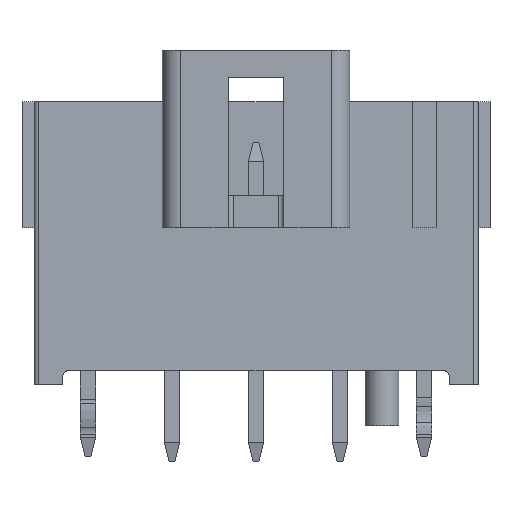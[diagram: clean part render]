
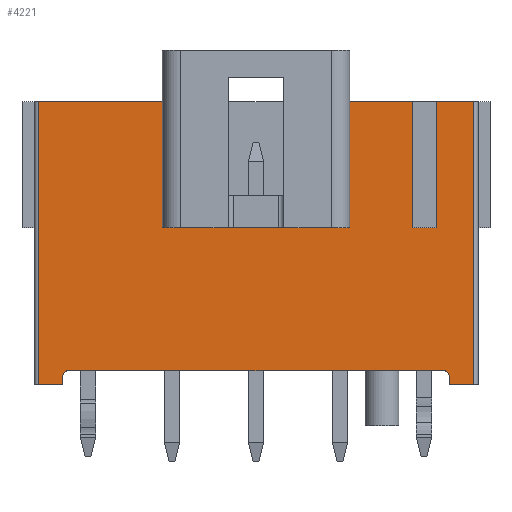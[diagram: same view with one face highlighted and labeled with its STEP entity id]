
A CAD part, left-side view. The second image highlights one B-rep face of the part: STEP entity #4221.
In plain terms, the highlighted planar face has unit normal (-1, 0, 0).
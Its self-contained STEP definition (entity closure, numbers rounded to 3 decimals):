
#195 = VERTEX_POINT('',#196);
#196 = CARTESIAN_POINT('',(-2.425,-7.4,0.1));
#220 = VERTEX_POINT('',#221);
#221 = CARTESIAN_POINT('',(-2.425,-6.4,0.1));
#227 = EDGE_CURVE('',#220,#195,#228,.T.);
#228 = LINE('',#229,#230);
#229 = CARTESIAN_POINT('',(-2.425,-6.4,0.1));
#230 = VECTOR('',#231,1.);
#231 = DIRECTION('',(0.,-1.,0.));
#282 = VERTEX_POINT('',#283);
#283 = CARTESIAN_POINT('',(-2.425,10.7,0.1));
#292 = EDGE_CURVE('',#282,#293,#295,.T.);
#293 = VERTEX_POINT('',#294);
#294 = CARTESIAN_POINT('',(-2.425,9.7,0.1));
#295 = LINE('',#296,#297);
#296 = CARTESIAN_POINT('',(-2.425,10.7,0.1));
#297 = VECTOR('',#298,1.);
#298 = DIRECTION('',(0.,-1.,0.));
#364 = VERTEX_POINT('',#365);
#365 = CARTESIAN_POINT('',(-2.425,-6.4,0.45));
#371 = EDGE_CURVE('',#220,#364,#372,.T.);
#372 = LINE('',#373,#374);
#373 = CARTESIAN_POINT('',(-2.425,-6.4,0.1));
#374 = VECTOR('',#375,1.);
#375 = DIRECTION('',(0.,0.,1.));
#409 = VERTEX_POINT('',#410);
#410 = CARTESIAN_POINT('',(-2.425,-6.15,0.7));
#416 = EDGE_CURVE('',#364,#409,#417,.T.);
#417 = CIRCLE('',#418,0.25);
#418 = AXIS2_PLACEMENT_3D('',#419,#420,#421);
#419 = CARTESIAN_POINT('',(-2.425,-6.15,0.45));
#420 = DIRECTION('',(-1.,0.,0.));
#421 = DIRECTION('',(0.,-1.,0.));
#779 = VERTEX_POINT('',#780);
#780 = CARTESIAN_POINT('',(-2.425,9.45,0.7));
#786 = EDGE_CURVE('',#409,#779,#787,.T.);
#787 = LINE('',#788,#789);
#788 = CARTESIAN_POINT('',(-2.425,-6.15,0.7));
#789 = VECTOR('',#790,1.);
#790 = DIRECTION('',(0.,1.,0.));
#1836 = VERTEX_POINT('',#1837);
#1837 = CARTESIAN_POINT('',(-2.425,9.7,0.45));
#1843 = EDGE_CURVE('',#779,#1836,#1844,.T.);
#1844 = CIRCLE('',#1845,0.25);
#1845 = AXIS2_PLACEMENT_3D('',#1846,#1847,#1848);
#1846 = CARTESIAN_POINT('',(-2.425,9.45,0.45));
#1847 = DIRECTION('',(-1.,0.,0.));
#1848 = DIRECTION('',(0.,0.,1.));
#2019 = VERTEX_POINT('',#2020);
#2020 = CARTESIAN_POINT('',(-2.425,-7.4,11.9));
#2027 = EDGE_CURVE('',#2019,#2028,#2030,.T.);
#2028 = VERTEX_POINT('',#2029);
#2029 = CARTESIAN_POINT('',(-2.425,-5.85,11.9));
#2030 = LINE('',#2031,#2032);
#2031 = CARTESIAN_POINT('',(-2.425,-7.4,11.9));
#2032 = VECTOR('',#2033,1.);
#2033 = DIRECTION('',(0.,1.,0.));
#2052 = VERTEX_POINT('',#2053);
#2053 = CARTESIAN_POINT('',(-2.425,-4.85,11.9));
#2059 = EDGE_CURVE('',#2052,#2060,#2062,.T.);
#2060 = VERTEX_POINT('',#2061);
#2061 = CARTESIAN_POINT('',(-2.425,-2.25,11.9));
#2062 = LINE('',#2063,#2064);
#2063 = CARTESIAN_POINT('',(-2.425,-4.85,11.9));
#2064 = VECTOR('',#2065,1.);
#2065 = DIRECTION('',(0.,1.,0.));
#2212 = VERTEX_POINT('',#2213);
#2213 = CARTESIAN_POINT('',(-2.425,5.55,11.9));
#2219 = EDGE_CURVE('',#2212,#2220,#2222,.T.);
#2220 = VERTEX_POINT('',#2221);
#2221 = CARTESIAN_POINT('',(-2.425,10.7,11.9));
#2222 = LINE('',#2223,#2224);
#2223 = CARTESIAN_POINT('',(-2.425,5.55,11.9));
#2224 = VECTOR('',#2225,1.);
#2225 = DIRECTION('',(0.,1.,0.));
#4208 = EDGE_CURVE('',#195,#2019,#4209,.T.);
#4209 = LINE('',#4210,#4211);
#4210 = CARTESIAN_POINT('',(-2.425,-7.4,0.1));
#4211 = VECTOR('',#4212,1.);
#4212 = DIRECTION('',(0.,0.,1.));
#4221 = ADVANCED_FACE('',(#4222),#4290,.T.);
#4222 = FACE_BOUND('',#4223,.F.);
#4223 = EDGE_LOOP('',(#4224,#4225,#4226,#4227,#4228,#4229,#4230,#4236,
    #4237,#4243,#4244,#4252,#4260,#4266,#4267,#4275,#4283,#4289));
#4224 = ORIENTED_EDGE('',*,*,#4208,.F.);
#4225 = ORIENTED_EDGE('',*,*,#227,.F.);
#4226 = ORIENTED_EDGE('',*,*,#371,.T.);
#4227 = ORIENTED_EDGE('',*,*,#416,.T.);
#4228 = ORIENTED_EDGE('',*,*,#786,.T.);
#4229 = ORIENTED_EDGE('',*,*,#1843,.T.);
#4230 = ORIENTED_EDGE('',*,*,#4231,.F.);
#4231 = EDGE_CURVE('',#293,#1836,#4232,.T.);
#4232 = LINE('',#4233,#4234);
#4233 = CARTESIAN_POINT('',(-2.425,9.7,0.1));
#4234 = VECTOR('',#4235,1.);
#4235 = DIRECTION('',(0.,0.,1.));
#4236 = ORIENTED_EDGE('',*,*,#292,.F.);
#4237 = ORIENTED_EDGE('',*,*,#4238,.F.);
#4238 = EDGE_CURVE('',#2220,#282,#4239,.T.);
#4239 = LINE('',#4240,#4241);
#4240 = CARTESIAN_POINT('',(-2.425,10.7,11.9));
#4241 = VECTOR('',#4242,1.);
#4242 = DIRECTION('',(0.,0.,-1.));
#4243 = ORIENTED_EDGE('',*,*,#2219,.F.);
#4244 = ORIENTED_EDGE('',*,*,#4245,.T.);
#4245 = EDGE_CURVE('',#2212,#4246,#4248,.T.);
#4246 = VERTEX_POINT('',#4247);
#4247 = CARTESIAN_POINT('',(-2.425,5.55,6.65));
#4248 = LINE('',#4249,#4250);
#4249 = CARTESIAN_POINT('',(-2.425,5.55,11.9));
#4250 = VECTOR('',#4251,1.);
#4251 = DIRECTION('',(0.,0.,-1.));
#4252 = ORIENTED_EDGE('',*,*,#4253,.F.);
#4253 = EDGE_CURVE('',#4254,#4246,#4256,.T.);
#4254 = VERTEX_POINT('',#4255);
#4255 = CARTESIAN_POINT('',(-2.425,-2.25,6.65));
#4256 = LINE('',#4257,#4258);
#4257 = CARTESIAN_POINT('',(-2.425,-2.25,6.65));
#4258 = VECTOR('',#4259,1.);
#4259 = DIRECTION('',(0.,1.,0.));
#4260 = ORIENTED_EDGE('',*,*,#4261,.F.);
#4261 = EDGE_CURVE('',#2060,#4254,#4262,.T.);
#4262 = LINE('',#4263,#4264);
#4263 = CARTESIAN_POINT('',(-2.425,-2.25,11.9));
#4264 = VECTOR('',#4265,1.);
#4265 = DIRECTION('',(0.,0.,-1.));
#4266 = ORIENTED_EDGE('',*,*,#2059,.F.);
#4267 = ORIENTED_EDGE('',*,*,#4268,.T.);
#4268 = EDGE_CURVE('',#2052,#4269,#4271,.T.);
#4269 = VERTEX_POINT('',#4270);
#4270 = CARTESIAN_POINT('',(-2.425,-4.85,6.65));
#4271 = LINE('',#4272,#4273);
#4272 = CARTESIAN_POINT('',(-2.425,-4.85,11.9));
#4273 = VECTOR('',#4274,1.);
#4274 = DIRECTION('',(0.,0.,-1.));
#4275 = ORIENTED_EDGE('',*,*,#4276,.T.);
#4276 = EDGE_CURVE('',#4269,#4277,#4279,.T.);
#4277 = VERTEX_POINT('',#4278);
#4278 = CARTESIAN_POINT('',(-2.425,-5.85,6.65));
#4279 = LINE('',#4280,#4281);
#4280 = CARTESIAN_POINT('',(-2.425,-4.85,6.65));
#4281 = VECTOR('',#4282,1.);
#4282 = DIRECTION('',(0.,-1.,0.));
#4283 = ORIENTED_EDGE('',*,*,#4284,.F.);
#4284 = EDGE_CURVE('',#2028,#4277,#4285,.T.);
#4285 = LINE('',#4286,#4287);
#4286 = CARTESIAN_POINT('',(-2.425,-5.85,11.9));
#4287 = VECTOR('',#4288,1.);
#4288 = DIRECTION('',(0.,0.,-1.));
#4289 = ORIENTED_EDGE('',*,*,#2027,.F.);
#4290 = PLANE('',#4291);
#4291 = AXIS2_PLACEMENT_3D('',#4292,#4293,#4294);
#4292 = CARTESIAN_POINT('',(-2.425,1.65,6.));
#4293 = DIRECTION('',(-1.,0.,0.));
#4294 = DIRECTION('',(0.,1.,0.));
